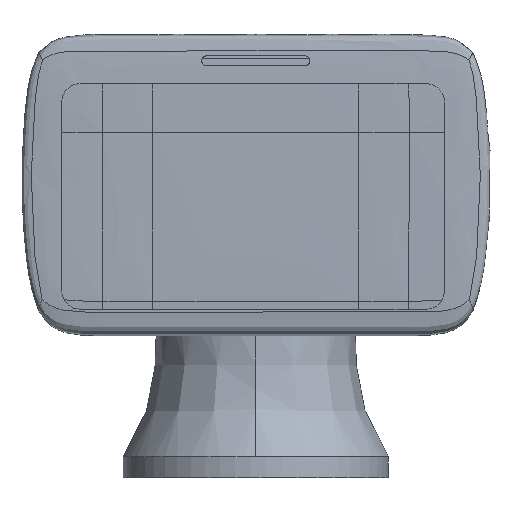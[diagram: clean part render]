
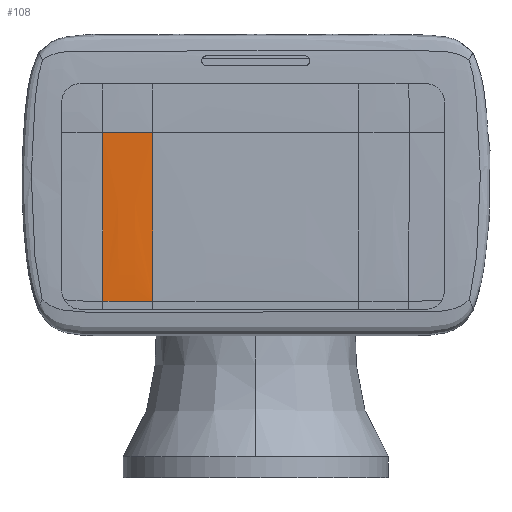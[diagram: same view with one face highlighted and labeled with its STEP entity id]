
A CAD part, left-side view. The second image highlights one B-rep face of the part: STEP entity #108.
In plain terms, the highlighted free-form (B-spline) face has degree [3, 3] with [16, 4] control points.
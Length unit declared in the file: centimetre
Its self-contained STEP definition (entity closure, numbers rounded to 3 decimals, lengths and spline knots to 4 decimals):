
#108=ADVANCED_FACE('',(#229),#1867,.T.);
#229=FACE_OUTER_BOUND('',#350,.T.);
#350=EDGE_LOOP('',(#663,#664,#665,#666));
#663=ORIENTED_EDGE('',*,*,#1136,.F.);
#664=ORIENTED_EDGE('',*,*,#1145,.T.);
#665=ORIENTED_EDGE('',*,*,#1146,.T.);
#666=ORIENTED_EDGE('',*,*,#1147,.F.);
#1136=EDGE_CURVE('',#1706,#1707,#1440,.T.);
#1145=EDGE_CURVE('',#1706,#1711,#1449,.T.);
#1146=EDGE_CURVE('',#1711,#1712,#1450,.T.);
#1147=EDGE_CURVE('',#1707,#1712,#1451,.T.);
#1440=B_SPLINE_CURVE_WITH_KNOTS('',3,(#11967,#11968,#11969,#11970),
 .UNSPECIFIED.,.F.,.F.,(4,4),(38.1162,57.1743),
 .UNSPECIFIED.);
#1449=B_SPLINE_CURVE_WITH_KNOTS('',3,(#12051,#12052,#12053,#12054,#12055,
#12056,#12057,#12058,#12059,#12060,#12061,#12062,#12063,#12064,#12065,#12066),
 .UNSPECIFIED.,.F.,.F.,(4,2,2,2,2,2,2,4),(33.3448,50.0172,
66.6897,75.0259,83.3621,87.5302,91.6983,
95.8664),.UNSPECIFIED.);
#1450=B_SPLINE_CURVE_WITH_KNOTS('',3,(#12067,#12068,#12069,#12070),
 .UNSPECIFIED.,.F.,.F.,(4,4),(38.1162,57.1743),
 .UNSPECIFIED.);
#1451=B_SPLINE_CURVE_WITH_KNOTS('',3,(#12071,#12072,#12073,#12074,#12075,
#12076,#12077,#12078,#12079,#12080,#12081,#12082,#12083,#12084,#12085,#12086),
 .UNSPECIFIED.,.F.,.F.,(4,2,2,2,2,2,2,4),(33.3448,50.0172,
66.6897,75.0259,83.3621,87.5302,91.6983,
95.8664),.UNSPECIFIED.);
#1706=VERTEX_POINT('',#11497);
#1707=VERTEX_POINT('',#11498);
#1711=VERTEX_POINT('',#11502);
#1712=VERTEX_POINT('',#11503);
#1867=B_SPLINE_SURFACE_WITH_KNOTS('',3,3,((#8859,#8860,#8861,#8862),(#8863,
#8864,#8865,#8866),(#8867,#8868,#8869,#8870),(#8871,#8872,#8873,#8874),
(#8875,#8876,#8877,#8878),(#8879,#8880,#8881,#8882),(#8883,#8884,#8885,
#8886),(#8887,#8888,#8889,#8890),(#8891,#8892,#8893,#8894),(#8895,#8896,
#8897,#8898),(#8899,#8900,#8901,#8902),(#8903,#8904,#8905,#8906),(#8907,
#8908,#8909,#8910),(#8911,#8912,#8913,#8914),(#8915,#8916,#8917,#8918),
(#8919,#8920,#8921,#8922)),.UNSPECIFIED.,.F.,.F.,.F.,(4,2,2,2,2,2,2,4),
(4,4),(33.3448,50.0172,66.6897,75.0259,
83.3621,87.5302,91.6983,95.8664),(38.1162,
57.1743),.UNSPECIFIED.);
#8859=CARTESIAN_POINT('',(-386.9408,433.8387,82.8774));
#8860=CARTESIAN_POINT('',(-386.9408,433.2395,82.8774));
#8861=CARTESIAN_POINT('',(-386.9408,432.582,82.8774));
#8862=CARTESIAN_POINT('',(-386.9408,431.9099,82.8774));
#8863=CARTESIAN_POINT('',(-386.9408,433.8441,82.3901));
#8864=CARTESIAN_POINT('',(-386.9408,433.2422,82.3901));
#8865=CARTESIAN_POINT('',(-386.9408,432.5834,82.3901));
#8866=CARTESIAN_POINT('',(-386.9408,431.9105,82.3901));
#8867=CARTESIAN_POINT('',(-386.9408,433.848,82.0197));
#8868=CARTESIAN_POINT('',(-386.9408,433.2442,82.0197));
#8869=CARTESIAN_POINT('',(-386.9408,432.5844,82.0197));
#8870=CARTESIAN_POINT('',(-386.9408,431.911,82.0197));
#8871=CARTESIAN_POINT('',(-386.9408,433.8513,81.2156));
#8872=CARTESIAN_POINT('',(-386.9408,433.2458,81.2156));
#8873=CARTESIAN_POINT('',(-386.9408,432.5852,81.2156));
#8874=CARTESIAN_POINT('',(-386.9408,431.9115,81.2156));
#8875=CARTESIAN_POINT('',(-386.9408,433.8506,80.7819));
#8876=CARTESIAN_POINT('',(-386.9408,433.2455,80.7819));
#8877=CARTESIAN_POINT('',(-386.9408,432.585,80.7819));
#8878=CARTESIAN_POINT('',(-386.9408,431.9114,80.7819));
#8879=CARTESIAN_POINT('',(-386.9408,433.8445,79.8608));
#8880=CARTESIAN_POINT('',(-386.9408,433.2424,79.8608));
#8881=CARTESIAN_POINT('',(-386.9408,432.5835,79.8608));
#8882=CARTESIAN_POINT('',(-386.9408,431.9106,79.8608));
#8883=CARTESIAN_POINT('',(-386.9408,433.8417,79.5091));
#8884=CARTESIAN_POINT('',(-386.9408,433.241,79.5091));
#8885=CARTESIAN_POINT('',(-386.9408,432.5828,79.5091));
#8886=CARTESIAN_POINT('',(-386.9408,431.9102,79.5091));
#8887=CARTESIAN_POINT('',(-386.9389,433.835,78.7687));
#8888=CARTESIAN_POINT('',(-386.9389,433.2377,78.7687));
#8889=CARTESIAN_POINT('',(-386.9389,432.5811,78.7687));
#8890=CARTESIAN_POINT('',(-386.9389,431.9094,78.7687));
#8891=CARTESIAN_POINT('',(-386.9369,433.8312,78.3802));
#8892=CARTESIAN_POINT('',(-386.9369,433.2358,78.3802));
#8893=CARTESIAN_POINT('',(-386.9369,432.5802,78.3802));
#8894=CARTESIAN_POINT('',(-386.9369,431.9089,78.3802));
#8895=CARTESIAN_POINT('',(-386.9311,433.8254,77.8098));
#8896=CARTESIAN_POINT('',(-386.9311,433.2329,77.8098));
#8897=CARTESIAN_POINT('',(-386.9311,432.5787,77.8098));
#8898=CARTESIAN_POINT('',(-386.9311,431.9082,77.8098));
#8899=CARTESIAN_POINT('',(-386.9286,433.8235,77.6218));
#8900=CARTESIAN_POINT('',(-386.9286,433.2319,77.6218));
#8901=CARTESIAN_POINT('',(-386.9286,432.5782,77.6218));
#8902=CARTESIAN_POINT('',(-386.9286,431.908,77.6218));
#8903=CARTESIAN_POINT('',(-386.9226,433.8196,77.2566));
#8904=CARTESIAN_POINT('',(-386.9226,433.23,77.2566));
#8905=CARTESIAN_POINT('',(-386.9226,432.5773,77.2566));
#8906=CARTESIAN_POINT('',(-386.9226,431.9075,77.2566));
#8907=CARTESIAN_POINT('',(-386.9189,433.8177,77.0794));
#8908=CARTESIAN_POINT('',(-386.9189,433.229,77.0794));
#8909=CARTESIAN_POINT('',(-386.9189,432.5768,77.0794));
#8910=CARTESIAN_POINT('',(-386.9189,431.9073,77.0794));
#8911=CARTESIAN_POINT('',(-386.9102,433.8141,76.7426));
#8912=CARTESIAN_POINT('',(-386.9102,433.2272,76.7426));
#8913=CARTESIAN_POINT('',(-386.9102,432.5759,76.7426));
#8914=CARTESIAN_POINT('',(-386.9102,431.9068,76.7426));
#8915=CARTESIAN_POINT('',(-386.9051,433.8123,76.5831));
#8916=CARTESIAN_POINT('',(-386.9051,433.2263,76.5831));
#8917=CARTESIAN_POINT('',(-386.9051,432.5754,76.5831));
#8918=CARTESIAN_POINT('',(-386.9051,431.9066,76.5831));
#8919=CARTESIAN_POINT('',(-386.8992,433.8107,76.4359));
#8920=CARTESIAN_POINT('',(-386.8992,433.2255,76.4359));
#8921=CARTESIAN_POINT('',(-386.8992,432.575,76.4359));
#8922=CARTESIAN_POINT('',(-386.8992,431.9064,76.4359));
#11497=CARTESIAN_POINT('',(-386.9408,433.8387,82.8774));
#11498=CARTESIAN_POINT('',(-386.9408,431.9099,82.8774));
#11502=CARTESIAN_POINT('',(-386.8992,433.8107,76.4359));
#11503=CARTESIAN_POINT('',(-386.8992,431.9064,76.4359));
#11967=CARTESIAN_POINT('',(-386.9408,433.8387,82.8774));
#11968=CARTESIAN_POINT('',(-386.9408,433.2395,82.8774));
#11969=CARTESIAN_POINT('',(-386.9408,432.582,82.8774));
#11970=CARTESIAN_POINT('',(-386.9408,431.9099,82.8774));
#12051=CARTESIAN_POINT('',(-386.9408,433.8387,82.8774));
#12052=CARTESIAN_POINT('',(-386.9408,433.8441,82.3901));
#12053=CARTESIAN_POINT('',(-386.9408,433.848,82.0197));
#12054=CARTESIAN_POINT('',(-386.9408,433.8513,81.2156));
#12055=CARTESIAN_POINT('',(-386.9408,433.8506,80.7819));
#12056=CARTESIAN_POINT('',(-386.9408,433.8445,79.8608));
#12057=CARTESIAN_POINT('',(-386.9408,433.8417,79.5091));
#12058=CARTESIAN_POINT('',(-386.9389,433.835,78.7687));
#12059=CARTESIAN_POINT('',(-386.9369,433.8312,78.3802));
#12060=CARTESIAN_POINT('',(-386.9311,433.8254,77.8098));
#12061=CARTESIAN_POINT('',(-386.9286,433.8235,77.6218));
#12062=CARTESIAN_POINT('',(-386.9226,433.8196,77.2566));
#12063=CARTESIAN_POINT('',(-386.9189,433.8177,77.0794));
#12064=CARTESIAN_POINT('',(-386.9102,433.8141,76.7426));
#12065=CARTESIAN_POINT('',(-386.9051,433.8123,76.5831));
#12066=CARTESIAN_POINT('',(-386.8992,433.8107,76.4359));
#12067=CARTESIAN_POINT('',(-386.8992,433.8107,76.4359));
#12068=CARTESIAN_POINT('',(-386.8992,433.2255,76.4359));
#12069=CARTESIAN_POINT('',(-386.8992,432.575,76.4359));
#12070=CARTESIAN_POINT('',(-386.8992,431.9064,76.4359));
#12071=CARTESIAN_POINT('',(-386.9408,431.9099,82.8774));
#12072=CARTESIAN_POINT('',(-386.9408,431.9105,82.3901));
#12073=CARTESIAN_POINT('',(-386.9408,431.911,82.0197));
#12074=CARTESIAN_POINT('',(-386.9408,431.9115,81.2156));
#12075=CARTESIAN_POINT('',(-386.9408,431.9114,80.7819));
#12076=CARTESIAN_POINT('',(-386.9408,431.9106,79.8608));
#12077=CARTESIAN_POINT('',(-386.9408,431.9102,79.5091));
#12078=CARTESIAN_POINT('',(-386.9389,431.9094,78.7687));
#12079=CARTESIAN_POINT('',(-386.9369,431.9089,78.3802));
#12080=CARTESIAN_POINT('',(-386.9311,431.9082,77.8098));
#12081=CARTESIAN_POINT('',(-386.9286,431.908,77.6218));
#12082=CARTESIAN_POINT('',(-386.9226,431.9075,77.2566));
#12083=CARTESIAN_POINT('',(-386.9189,431.9073,77.0794));
#12084=CARTESIAN_POINT('',(-386.9102,431.9068,76.7426));
#12085=CARTESIAN_POINT('',(-386.9051,431.9066,76.5831));
#12086=CARTESIAN_POINT('',(-386.8992,431.9064,76.4359));
